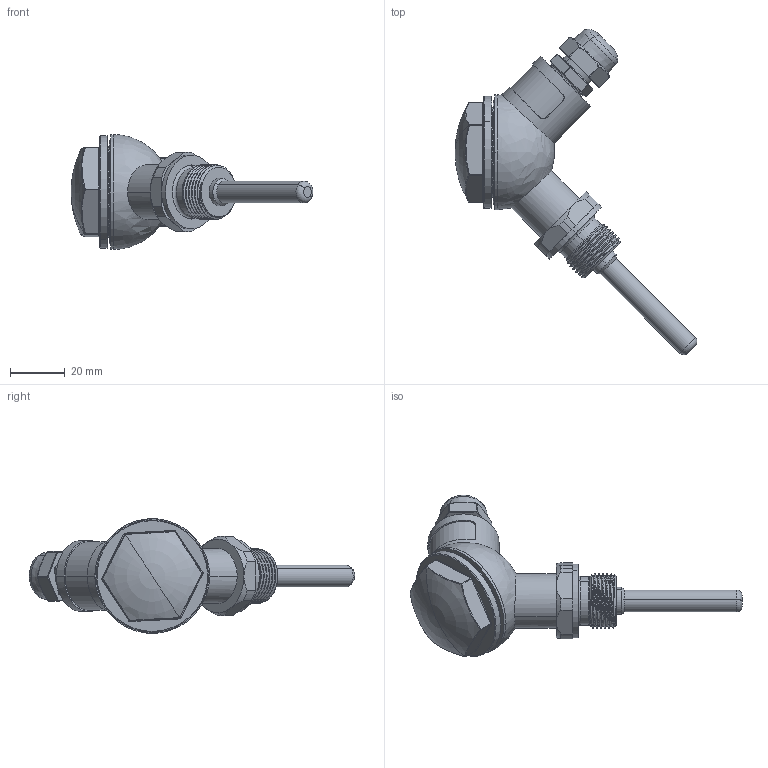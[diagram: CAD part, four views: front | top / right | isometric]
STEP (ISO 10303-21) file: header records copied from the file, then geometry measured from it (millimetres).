
FILE_DESCRIPTION (( 'STEP AP214' ), '1' );
FILE_NAME ('ﾄﾒﾑ 105-50ﾌ.ﾂ3.60.STEP', '2019-07-22T15:18:35', ( '' ), ( '' ), 'SwSTEP 2.0', 'SolidWorks 2015', '' );
FILE_SCHEMA (( 'AUTOMOTIVE_DESIGN' ));
Length unit declared in the file: millimetre
Products named in the file (11): êðûøêà; Øòóöåð Ä8; ﾏﾐﾎﾊﾋﾀﾄﾊﾀ 1; ÄÒÑ èçìåðèòåëü; -TT035_T黲癭-餩麆v-檟; âòóëêà íèç; ﾘ琺矜; 扻豵鵨 105 (2); -TT035_Tøvöô-ì; Ãàéêà; ﾄﾒﾑ 105-50ﾌ.ﾂ3.60
Assembly tree (16 placements, depth 3):
  ﾄﾒﾑ 105-50ﾌ.ﾂ3.60
    扻豵鵨 105 (2)
    Ãàéêà  x4
    ﾘ琺矜  x4
    ﾏﾐﾎﾊﾋﾀﾄﾊﾀ 1
    êðûøêà
    ÄÒÑ èçìåðèòåëü
    Øòóöåð Ä8
    âòóëêà íèç
      -TT035_Tøvöô-ì
      -TT035_T黲癭-餩麆v-檟
Bounding box: 88.56 x 119.06 x 42 mm (x, y, z)
Volume: 44028.3 mm3; surface area: 27856.9 mm2
Topology: 15 solids, 15 shells, 566 faces, 1348 edges, 828 vertices
Faces by surface type: cylinder 185, plane 130, bspline 120, torus 69, cone 62
Entity records: 22233 total; most frequent: CARTESIAN_POINT 10147, ORIENTED_EDGE 2384, DIRECTION 2054, EDGE_CURVE 1192, AXIS2_PLACEMENT_3D 834, VERTEX_POINT 738, EDGE_LOOP 544, ADVANCED_FACE 500
